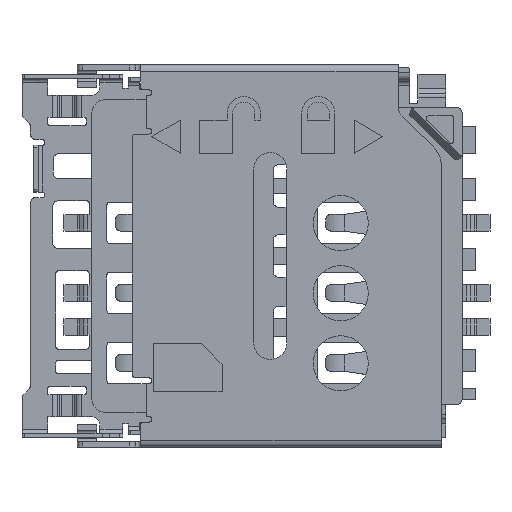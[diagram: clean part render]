
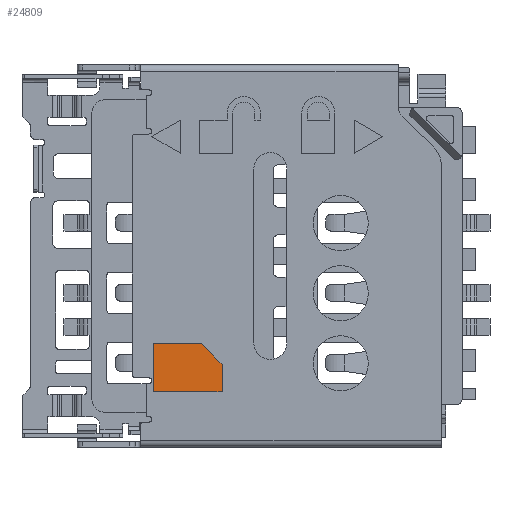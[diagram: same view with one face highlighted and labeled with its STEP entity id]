
A CAD part, top view. The second image highlights one B-rep face of the part: STEP entity #24809.
In plain terms, the highlighted planar face has unit normal (0, 0, 1).
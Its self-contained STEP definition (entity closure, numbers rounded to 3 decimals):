
#8024=DIRECTION('',(-1.,0.,0.));
#8025=VECTOR('',#8024,2.5);
#8026=CARTESIAN_POINT('',(-1.23,-4.925,1.275));
#8027=LINE('',#8026,#8025);
#8028=DIRECTION('',(0.,1.,0.));
#8029=VECTOR('',#8028,1.75);
#8030=CARTESIAN_POINT('',(-3.73,-4.925,1.275));
#8031=LINE('',#8030,#8029);
#8032=DIRECTION('',(1.,0.,0.));
#8033=VECTOR('',#8032,1.75);
#8034=CARTESIAN_POINT('',(-3.73,-3.175,1.275));
#8035=LINE('',#8034,#8033);
#8036=DIRECTION('',(0.707,-0.707,0.));
#8037=VECTOR('',#8036,1.061);
#8038=CARTESIAN_POINT('',(-1.98,-3.175,1.275));
#8039=LINE('',#8038,#8037);
#8040=DIRECTION('',(0.,-1.,0.));
#8041=VECTOR('',#8040,1.);
#8042=CARTESIAN_POINT('',(-1.23,-3.925,1.275));
#8043=LINE('',#8042,#8041);
#14231=CARTESIAN_POINT('',(-3.73,-4.925,1.275));
#14232=VERTEX_POINT('',#14231);
#14233=CARTESIAN_POINT('',(-1.23,-4.925,1.275));
#14234=VERTEX_POINT('',#14233);
#14235=CARTESIAN_POINT('',(-3.73,-3.175,1.275));
#14236=VERTEX_POINT('',#14235);
#14237=CARTESIAN_POINT('',(-1.98,-3.175,1.275));
#14238=VERTEX_POINT('',#14237);
#14239=CARTESIAN_POINT('',(-1.23,-3.925,1.275));
#14240=VERTEX_POINT('',#14239);
#24797=CARTESIAN_POINT('',(6.87,0.,1.275));
#24798=DIRECTION('',(0.,0.,1.));
#24799=DIRECTION('',(0.,1.,0.));
#24800=AXIS2_PLACEMENT_3D('',#24797,#24798,#24799);
#24801=PLANE('',#24800);
#24802=ORIENTED_EDGE('',*,*,#24735,.T.);
#24803=ORIENTED_EDGE('',*,*,#24750,.T.);
#24804=ORIENTED_EDGE('',*,*,#24764,.T.);
#24805=ORIENTED_EDGE('',*,*,#24778,.T.);
#24806=ORIENTED_EDGE('',*,*,#24791,.T.);
#24807=EDGE_LOOP('',(#24802,#24803,#24804,#24805,#24806));
#24808=FACE_OUTER_BOUND('',#24807,.F.);
#24809=ADVANCED_FACE('',(#24808),#24801,.T.);
#24735=EDGE_CURVE('',#14234,#14232,#8027,.T.);
#24750=EDGE_CURVE('',#14232,#14236,#8031,.T.);
#24764=EDGE_CURVE('',#14236,#14238,#8035,.T.);
#24778=EDGE_CURVE('',#14238,#14240,#8039,.T.);
#24791=EDGE_CURVE('',#14240,#14234,#8043,.T.);
